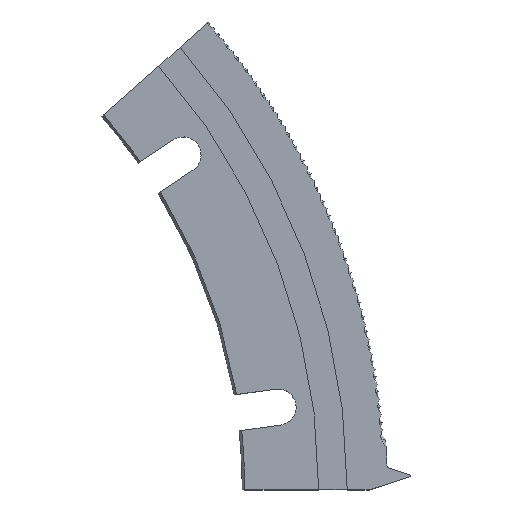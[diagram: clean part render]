
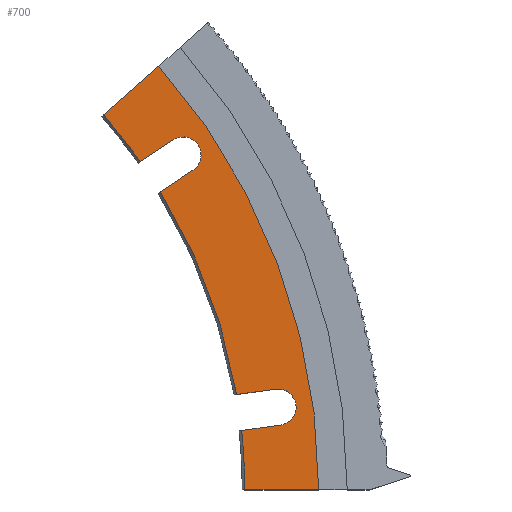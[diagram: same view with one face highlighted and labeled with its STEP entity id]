
A CAD part, top view. The second image highlights one B-rep face of the part: STEP entity #700.
In plain terms, the highlighted planar face has unit normal (0, 0, 1).
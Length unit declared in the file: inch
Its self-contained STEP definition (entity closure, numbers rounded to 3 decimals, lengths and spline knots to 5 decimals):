
#78 = CARTESIAN_POINT ( 'NONE',  ( 7.21428, 1.21438, 0. ) ) ;
#160 = CARTESIAN_POINT ( 'NONE',  ( 5.1152, 4.49944, 0. ) ) ;
#191 = ORIENTED_EDGE ( 'NONE', *, *, #4172, .F. ) ;
#194 = AXIS2_PLACEMENT_3D ( 'NONE', #280, #2267, #3305 ) ;
#238 = DIRECTION ( 'NONE',  ( 0., 0., 1. ) ) ;
#256 = AXIS2_PLACEMENT_3D ( 'NONE', #3029, #1968, #3629 ) ;
#267 = CARTESIAN_POINT ( 'NONE',  ( 5.58346, 3.95708, 0. ) ) ;
#280 = CARTESIAN_POINT ( 'NONE',  ( 7.24412, 0.99766, 0. ) ) ;
#317 = ORIENTED_EDGE ( 'NONE', *, *, #1205, .F. ) ;
#353 = CARTESIAN_POINT ( 'NONE',  ( 0., 0., 0. ) ) ;
#366 = CARTESIAN_POINT ( 'NONE',  ( 7.27397, 0.78094, 0. ) ) ;
#420 = CARTESIAN_POINT ( 'NONE',  ( 6.0982, 4.03541, 0. ) ) ;
#424 = ORIENTED_EDGE ( 'NONE', *, *, #1399, .F. ) ;
#439 = ORIENTED_EDGE ( 'NONE', *, *, #485, .T. ) ;
#446 = VERTEX_POINT ( 'NONE', #4170 ) ;
#457 = DIRECTION ( 'NONE',  ( 0., 0., 1. ) ) ;
#485 = EDGE_CURVE ( 'NONE', #446, #1403, #2187, .T. ) ;
#497 = CARTESIAN_POINT ( 'NONE',  ( 6.31697, 4.03541, 0. ) ) ;
#527 = VECTOR ( 'NONE', #547, 39.37008 ) ;
#541 = ORIENTED_EDGE ( 'NONE', *, *, #1095, .T. ) ;
#544 = AXIS2_PLACEMENT_3D ( 'NONE', #3507, #4142, #2842 ) ;
#547 = DIRECTION ( 'NONE',  ( -0.834, -0.552, 0. ) ) ;
#601 = CIRCLE ( 'NONE', #2441, 0.21876 ) ;
#620 = VERTEX_POINT ( 'NONE', #4022 ) ;
#657 = EDGE_CURVE ( 'NONE', #4108, #2538, #1648, .T. ) ;
#700 = ADVANCED_FACE ( 'NONE', ( #1238 ), #1919, .T. ) ;
#779 = VERTEX_POINT ( 'NONE', #3414 ) ;
#815 = CIRCLE ( 'NONE', #256, 0.21876 ) ;
#867 = DIRECTION ( 'NONE',  ( 0.751, 0.66, 0. ) ) ;
#872 = CARTESIAN_POINT ( 'NONE',  ( 5.97476, 4.21602, 0. ) ) ;
#892 = VERTEX_POINT ( 'NONE', #1905 ) ;
#907 = EDGE_CURVE ( 'NONE', #2977, #2860, #4263, .T. ) ;
#991 = DIRECTION ( 'NONE',  ( -0.834, -0.552, 0. ) ) ;
#1027 = ORIENTED_EDGE ( 'NONE', *, *, #2682, .T. ) ;
#1032 = DIRECTION ( 'NONE',  ( -0.991, -0.136, 0. ) ) ;
#1057 = ORIENTED_EDGE ( 'NONE', *, *, #3932, .F. ) ;
#1095 = EDGE_CURVE ( 'NONE', #3557, #620, #1901, .T. ) ;
#1110 = CIRCLE ( 'NONE', #3588, 0.21876 ) ;
#1205 = EDGE_CURVE ( 'NONE', #446, #1812, #815, .T. ) ;
#1238 = FACE_OUTER_BOUND ( 'NONE', #1848, .T. ) ;
#1276 = EDGE_CURVE ( 'NONE', #1403, #3546, #1460, .T. ) ;
#1297 = CARTESIAN_POINT ( 'NONE',  ( 5.80748, 5.10839, 0. ) ) ;
#1298 = ORIENTED_EDGE ( 'NONE', *, *, #1276, .T. ) ;
#1366 = DIRECTION ( 'NONE',  ( 1., 0., 0. ) ) ;
#1374 = VECTOR ( 'NONE', #991, 39.37008 ) ;
#1399 = EDGE_CURVE ( 'NONE', #1812, #4108, #601, .T. ) ;
#1403 = VERTEX_POINT ( 'NONE', #2049 ) ;
#1460 = CIRCLE ( 'NONE', #1945, 6.8435 ) ;
#1648 = LINE ( 'NONE', #3349, #1374 ) ;
#1697 = DIRECTION ( 'NONE',  ( 1., 0., 0. ) ) ;
#1728 = VECTOR ( 'NONE', #867, 39.37008 ) ;
#1735 = CARTESIAN_POINT ( 'NONE',  ( 7.46289, 0.99766, 0. ) ) ;
#1782 = DIRECTION ( 'NONE',  ( 1., 0., 0. ) ) ;
#1812 = VERTEX_POINT ( 'NONE', #497 ) ;
#1848 = EDGE_LOOP ( 'NONE', ( #1057, #2570, #4053, #2330, #424, #317, #439, #1298, #1931, #2846, #191, #1027, #2889, #541 ) ) ;
#1901 = LINE ( 'NONE', #4219, #2717 ) ;
#1905 = CARTESIAN_POINT ( 'NONE',  ( 7.27397, 0.78094, 0. ) ) ;
#1919 = PLANE ( 'NONE',  #2296 ) ;
#1931 = ORIENTED_EDGE ( 'NONE', *, *, #2561, .F. ) ;
#1938 = CARTESIAN_POINT ( 'NONE',  ( 7.21428, 1.21438, 0. ) ) ;
#1945 = AXIS2_PLACEMENT_3D ( 'NONE', #353, #2338, #1697 ) ;
#1968 = DIRECTION ( 'NONE',  ( 0., 0., 1. ) ) ;
#2022 = LINE ( 'NONE', #1938, #3439 ) ;
#2049 = CARTESIAN_POINT ( 'NONE',  ( 5.82489, 3.59223, 0. ) ) ;
#2145 = CARTESIAN_POINT ( 'NONE',  ( 6.7462, 1.14991, 0. ) ) ;
#2187 = LINE ( 'NONE', #3540, #527 ) ;
#2267 = DIRECTION ( 'NONE',  ( 0., 0., 1. ) ) ;
#2284 = CARTESIAN_POINT ( 'NONE',  ( 0., 0., 0. ) ) ;
#2296 = AXIS2_PLACEMENT_3D ( 'NONE', #3271, #238, #4159 ) ;
#2330 = ORIENTED_EDGE ( 'NONE', *, *, #657, .F. ) ;
#2338 = DIRECTION ( 'NONE',  ( 0., 0., -1. ) ) ;
#2380 = AXIS2_PLACEMENT_3D ( 'NONE', #2284, #3635, #4072 ) ;
#2437 = CARTESIAN_POINT ( 'NONE',  ( 5.13847, 4.51991, 0. ) ) ;
#2441 = AXIS2_PLACEMENT_3D ( 'NONE', #420, #457, #1366 ) ;
#2496 = DIRECTION ( 'NONE',  ( 1., 0., 0. ) ) ;
#2538 = VERTEX_POINT ( 'NONE', #267 ) ;
#2561 = EDGE_CURVE ( 'NONE', #2691, #3546, #2022, .T. ) ;
#2570 = ORIENTED_EDGE ( 'NONE', *, *, #907, .F. ) ;
#2610 = EDGE_CURVE ( 'NONE', #2633, #2691, #1110, .T. ) ;
#2633 = VERTEX_POINT ( 'NONE', #1735 ) ;
#2682 = EDGE_CURVE ( 'NONE', #892, #779, #3757, .T. ) ;
#2691 = VERTEX_POINT ( 'NONE', #78 ) ;
#2710 = CARTESIAN_POINT ( 'NONE',  ( 7.24412, 0.99766, 0. ) ) ;
#2717 = VECTOR ( 'NONE', #2496, 39.37008 ) ;
#2803 = VECTOR ( 'NONE', #1032, 39.37008 ) ;
#2842 = DIRECTION ( 'NONE',  ( 1., 0., 0. ) ) ;
#2846 = ORIENTED_EDGE ( 'NONE', *, *, #2610, .F. ) ;
#2860 = VERTEX_POINT ( 'NONE', #1297 ) ;
#2875 = CIRCLE ( 'NONE', #194, 0.21876 ) ;
#2889 = ORIENTED_EDGE ( 'NONE', *, *, #4126, .T. ) ;
#2977 = VERTEX_POINT ( 'NONE', #2437 ) ;
#3029 = CARTESIAN_POINT ( 'NONE',  ( 6.0982, 4.03541, 0. ) ) ;
#3156 = DIRECTION ( 'NONE',  ( 0., 0., 1. ) ) ;
#3167 = CIRCLE ( 'NONE', #3734, 7.7345 ) ;
#3269 = CARTESIAN_POINT ( 'NONE',  ( 0., 0., 0. ) ) ;
#3271 = CARTESIAN_POINT ( 'NONE',  ( 0., 0., 0. ) ) ;
#3291 = DIRECTION ( 'NONE',  ( -0.991, -0.136, 0. ) ) ;
#3305 = DIRECTION ( 'NONE',  ( 1., 0., 0. ) ) ;
#3329 = DIRECTION ( 'NONE',  ( 0., 0., -1. ) ) ;
#3348 = DIRECTION ( 'NONE',  ( 1., 0., 0. ) ) ;
#3349 = CARTESIAN_POINT ( 'NONE',  ( 5.97476, 4.21602, 0. ) ) ;
#3398 = EDGE_CURVE ( 'NONE', #2977, #2538, #4215, .T. ) ;
#3414 = CARTESIAN_POINT ( 'NONE',  ( 6.80589, 0.71648, 0. ) ) ;
#3439 = VECTOR ( 'NONE', #3291, 39.37008 ) ;
#3507 = CARTESIAN_POINT ( 'NONE',  ( 0., 0., 0. ) ) ;
#3540 = CARTESIAN_POINT ( 'NONE',  ( 6.21893, 3.85298, 0. ) ) ;
#3546 = VERTEX_POINT ( 'NONE', #2145 ) ;
#3557 = VERTEX_POINT ( 'NONE', #3786 ) ;
#3588 = AXIS2_PLACEMENT_3D ( 'NONE', #2710, #3156, #1782 ) ;
#3629 = DIRECTION ( 'NONE',  ( 1., 0., 0. ) ) ;
#3635 = DIRECTION ( 'NONE',  ( 0., 0., -1. ) ) ;
#3734 = AXIS2_PLACEMENT_3D ( 'NONE', #3269, #3329, #3348 ) ;
#3757 = LINE ( 'NONE', #366, #2803 ) ;
#3786 = CARTESIAN_POINT ( 'NONE',  ( 6.8435, 0., 0. ) ) ;
#3809 = CIRCLE ( 'NONE', #544, 6.8435 ) ;
#3932 = EDGE_CURVE ( 'NONE', #2860, #620, #3167, .T. ) ;
#4022 = CARTESIAN_POINT ( 'NONE',  ( 7.7345, 0., 0. ) ) ;
#4053 = ORIENTED_EDGE ( 'NONE', *, *, #3398, .T. ) ;
#4072 = DIRECTION ( 'NONE',  ( 1., 0., 0. ) ) ;
#4108 = VERTEX_POINT ( 'NONE', #872 ) ;
#4126 = EDGE_CURVE ( 'NONE', #779, #3557, #3809, .T. ) ;
#4142 = DIRECTION ( 'NONE',  ( 0., 0., -1. ) ) ;
#4159 = DIRECTION ( 'NONE',  ( 1., 0., 0. ) ) ;
#4170 = CARTESIAN_POINT ( 'NONE',  ( 6.21893, 3.85298, 0. ) ) ;
#4172 = EDGE_CURVE ( 'NONE', #892, #2633, #2875, .T. ) ;
#4215 = CIRCLE ( 'NONE', #2380, 6.8435 ) ;
#4219 = CARTESIAN_POINT ( 'NONE',  ( 6.8125, 0., 0. ) ) ;
#4263 = LINE ( 'NONE', #160, #1728 ) ;
